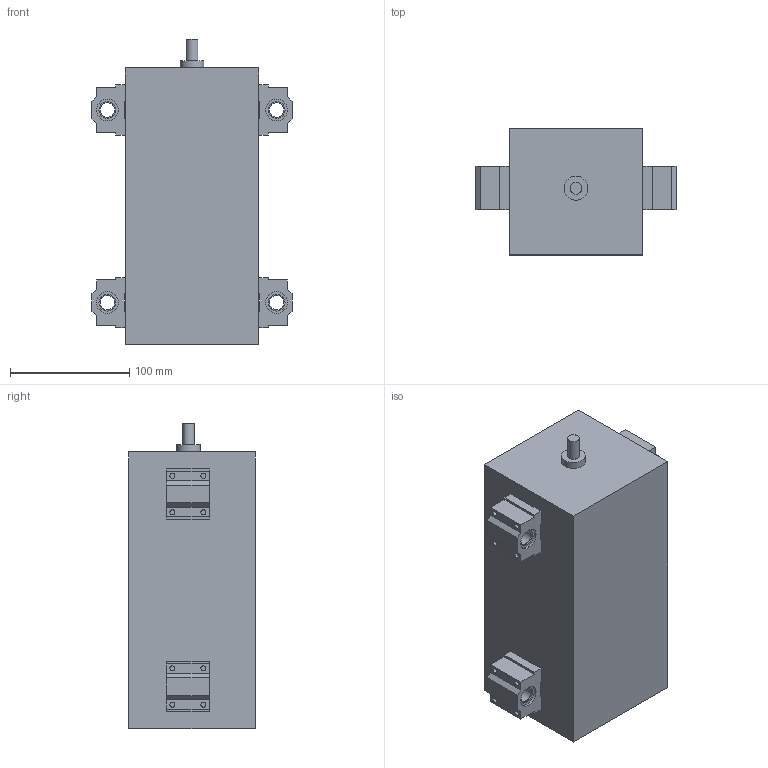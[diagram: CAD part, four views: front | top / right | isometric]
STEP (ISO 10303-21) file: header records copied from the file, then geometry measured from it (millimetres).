
FILE_DESCRIPTION(/* description */ (''),/* implementation_level */ '2;1');
FILE_NAME(/* name */ 'box_assemble v11.step',/* time_stamp */ '2023-07-17T11:18:31+05:30',/* author */ (''),/* organization */ (''),/* preprocessor_version */ 'ST-DEVELOPER v19.2',/* originating_system */ 'Autodesk Translation Framework v12.6.0.85',/* authorisation */ '');
FILE_SCHEMA (('AUTOMOTIVE_DESIGN { 1 0 10303 214 3 1 1 }'));
Length unit declared in the file: millimetre
Products named in the file (8): box_assemble; brush_motor_assembly; my6812; SDCS-47C; axle_brush; KFL004 block flange ball bearing 20 diameter shaft; Pillow Block Mk 1; Pillow Block Mk 1 v1(Mirror)
Assembly tree (10 placements, depth 3):
  box_assemble
    brush_motor_assembly
      my6812
      SDCS-47C
      axle_brush
    KFL004 block flange ball bearing 20 diameter shaft
    Pillow Block Mk 1  x3
    Pillow Block Mk 1 v1(Mirror)  x2
Bounding box: 168 x 106 x 256 mm (x, y, z)
Volume: 1179597.9 mm3; surface area: 306753.9 mm2
Topology: 11 solids, 21 shells, 571 faces, 1371 edges, 891 vertices
Faces by surface type: plane 305, cylinder 168, torus 66, cone 32
Full cylindrical faces by diameter (mm): 2 x2, 3 x6, 3.3 x4, 4 x14, 4.2 x22, 4.4 x4, 5 x3, 5.14 x4, 5.15 x4, 5.3 x4, 6 x4, 7 x6, 7.4 x2, 8 x10, 9 x6, 10 x4, 12 x1, 12.2 x5, 14.2 x10, 18.2 x10, 20 x4, 20.5 x1, 24 x2, 30 x1, 45 x2, 47 x4, 51 x2, 55 x1, 68 x1, 68.2 x2
Entity records: 14929 total; most frequent: CARTESIAN_POINT 3002, DIRECTION 2633, ORIENTED_EDGE 2280, EDGE_CURVE 1140, AXIS2_PLACEMENT_3D 1054, VERTEX_POINT 741, EDGE_LOOP 603, CIRCLE 554
